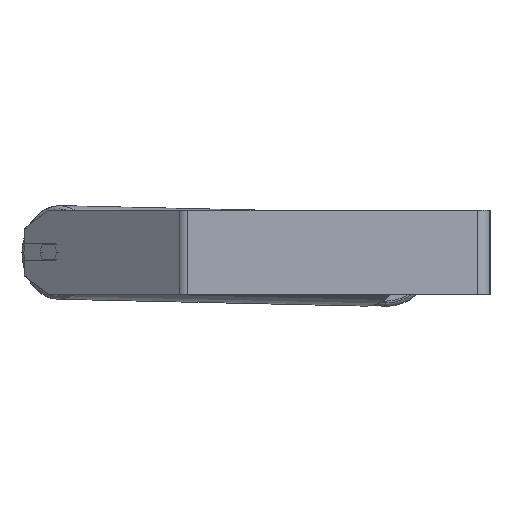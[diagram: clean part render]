
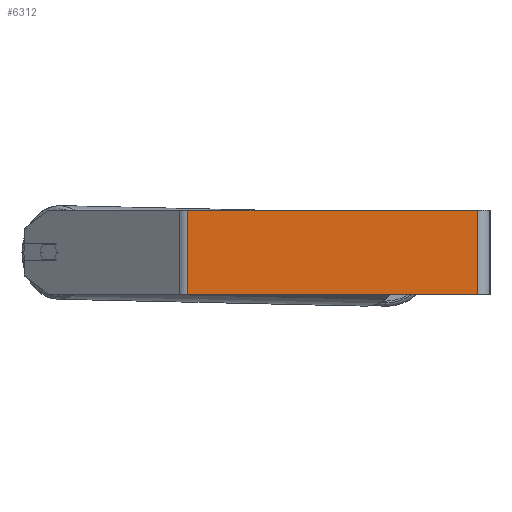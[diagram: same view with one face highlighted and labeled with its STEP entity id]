
A CAD part, left-side view. The second image highlights one B-rep face of the part: STEP entity #6312.
In plain terms, the highlighted planar face has unit normal (-1, 0, 0).
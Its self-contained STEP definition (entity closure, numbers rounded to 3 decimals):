
#9 = CARTESIAN_POINT ( 'NONE',  ( -745., 287.09, -40. ) ) ;
#268 = CARTESIAN_POINT ( 'NONE',  ( -745., 12., 40. ) ) ;
#420 = VERTEX_POINT ( 'NONE', #268 ) ;
#775 = DIRECTION ( 'NONE',  ( 0., -1., 0. ) ) ;
#1101 = DIRECTION ( 'NONE',  ( 0., 0., -1. ) ) ;
#1214 = CARTESIAN_POINT ( 'NONE',  ( -745., 12., 40. ) ) ;
#1334 = AXIS2_PLACEMENT_3D ( 'NONE', #1916, #3324, #1390 ) ;
#1346 = VECTOR ( 'NONE', #775, 1000. ) ;
#1390 = DIRECTION ( 'NONE',  ( 0., 0., -1. ) ) ;
#1393 = VERTEX_POINT ( 'NONE', #5786 ) ;
#1502 = EDGE_CURVE ( 'NONE', #3127, #1393, #3586, .T. ) ;
#1749 = LINE ( 'NONE', #4471, #8563 ) ;
#1916 = CARTESIAN_POINT ( 'NONE',  ( -745., 291.458, 40. ) ) ;
#2645 = LINE ( 'NONE', #5360, #1346 ) ;
#2791 = ORIENTED_EDGE ( 'NONE', *, *, #5757, .T. ) ;
#3127 = VERTEX_POINT ( 'NONE', #9 ) ;
#3324 = DIRECTION ( 'NONE',  ( 1., 0., 0. ) ) ;
#3362 = FACE_OUTER_BOUND ( 'NONE', #8370, .T. ) ;
#3396 = PLANE ( 'NONE',  #1334 ) ;
#3586 = LINE ( 'NONE', #8361, #7697 ) ;
#3902 = DIRECTION ( 'NONE',  ( 0., 0., -1. ) ) ;
#4111 = EDGE_CURVE ( 'NONE', #420, #1393, #8587, .T. ) ;
#4471 = CARTESIAN_POINT ( 'NONE',  ( -745., 287.09, 40. ) ) ;
#5360 = CARTESIAN_POINT ( 'NONE',  ( -745., 291.458, 40. ) ) ;
#5380 = EDGE_CURVE ( 'NONE', #8191, #420, #2645, .T. ) ;
#5743 = DIRECTION ( 'NONE',  ( 0., -1., 0. ) ) ;
#5757 = EDGE_CURVE ( 'NONE', #8191, #3127, #1749, .T. ) ;
#5786 = CARTESIAN_POINT ( 'NONE',  ( -745., 12., -40. ) ) ;
#6312 = ADVANCED_FACE ( 'NONE', ( #3362 ), #3396, .F. ) ;
#6999 = ORIENTED_EDGE ( 'NONE', *, *, #4111, .F. ) ;
#7697 = VECTOR ( 'NONE', #5743, 1000. ) ;
#7848 = ORIENTED_EDGE ( 'NONE', *, *, #5380, .F. ) ;
#8074 = CARTESIAN_POINT ( 'NONE',  ( -745., 287.09, 40. ) ) ;
#8191 = VERTEX_POINT ( 'NONE', #8074 ) ;
#8361 = CARTESIAN_POINT ( 'NONE',  ( -745., 291.458, -40. ) ) ;
#8370 = EDGE_LOOP ( 'NONE', ( #8652, #6999, #7848, #2791 ) ) ;
#8415 = VECTOR ( 'NONE', #3902, 1000. ) ;
#8563 = VECTOR ( 'NONE', #1101, 1000. ) ;
#8587 = LINE ( 'NONE', #1214, #8415 ) ;
#8652 = ORIENTED_EDGE ( 'NONE', *, *, #1502, .T. ) ;
